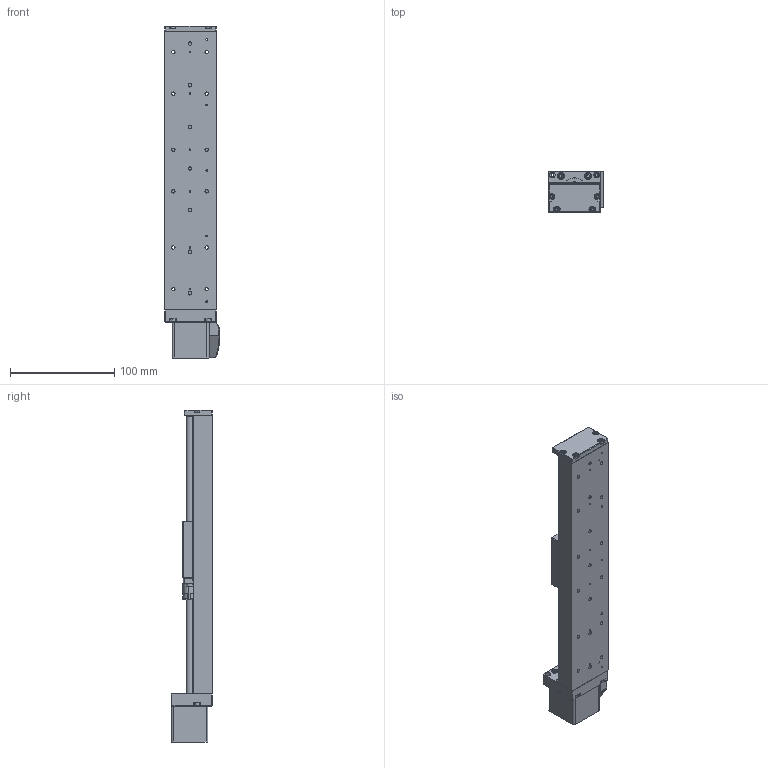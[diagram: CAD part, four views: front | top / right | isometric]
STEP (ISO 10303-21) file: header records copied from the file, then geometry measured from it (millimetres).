
FILE_DESCRIPTION (( 'STEP AP214' ), '1' );
FILE_NAME ('VT-50-13016.STEP', '2023-02-21T22:42:50', ( '' ), ( '' ), 'SwSTEP 2.0', 'SolidWorks 2020', '' );
FILE_SCHEMA (( 'AUTOMOTIVE_DESIGN' ));
Length unit declared in the file: millimetre
Products named in the file (23): 430253-A Motor Plate S14; 130365 SEBS-12WBY Rail_130091-106_VT-50_200mm; 110092 Motor S14-Ex; Screw, SHCS-S, M-DIN._M2.5 x 0.45 x 06mm; Screw, SHCS-S, M-DIN._M2.5 x 0.45 x 12mm; Screw, SHCS-S, M-DIN._M2 x 0.4 x 04mm; Screw, SHCS-S, M-DIN._M4 x 0.7 x 08mm; VT-50-13016; Screw, SHCS-S, M-DIN._M3 x 0.5 x 12mm; 430252-C Connector Box S14; 430259 Body 200mm S14; 130093-101 Bearing, Roller, 3x7x3mm; 130177 Leadscrew Nut, Haydon Size 14, Anti-Backlash, Atmospheric_Modified for PN430662; 430251-A End Plate S14; Screw, SHCS-S, E-NR_E1-72 x 1''8in; 430250 Carriage 55mm S14; 110092 Leadscrew, External, Size 14 Motor, 1-4 inch dia_110092-106_200mm; Screw, SHCS-S, M-DIN._M3 x 0.5 x 10mm; 431534 Leadscrew Nut Adapter, VT-50, Notched, S14 Haydon Motor; Screw, SHCS-S, M-DIN._M3 x 0.5 x 08mm; 130365 Bearing, Truck & Rail, SEBS-12WBY, Degreased; 110092 Motor, Haydon, S14-Ex & Leadscrew_110092-106_VT-50_200mm; Dowel Pin, M-DIN_M01.5 x 005
Assembly tree (55 placements, depth 3):
  VT-50-13016
    Dowel Pin, M-DIN_M01.5 x 005  x7
    Screw, SHCS-S, E-NR_E1-72 x 1''8in  x4
    Screw, SHCS-S, M-DIN._M2.5 x 0.45 x 06mm  x4
    Screw, SHCS-S, M-DIN._M2.5 x 0.45 x 12mm  x6
    130093-101 Bearing, Roller, 3x7x3mm
    Screw, SHCS-S, M-DIN._M3 x 0.5 x 10mm  x4
    Screw, SHCS-S, M-DIN._M3 x 0.5 x 08mm  x2
    Screw, SHCS-S, M-DIN._M3 x 0.5 x 12mm  x4
    430250 Carriage 55mm S14
    430251-A End Plate S14
    430252-C Connector Box S14
    430253-A Motor Plate S14
    130365 SEBS-12WBY Rail_130091-106_VT-50_200mm
    110092 Motor, Haydon, S14-Ex & Leadscrew_110092-106_VT-50_200mm
      110092 Motor S14-Ex
      110092 Leadscrew, External, Size 14 Motor, 1-4 inch dia_110092-106_200mm
    430259 Body 200mm S14
    Screw, SHCS-S, M-DIN._M4 x 0.7 x 08mm  x7
    Screw, SHCS-S, M-DIN._M2 x 0.4 x 04mm  x4
    130177 Leadscrew Nut, Haydon Size 14, Anti-Backlash, Atmospheric_Modified for PN430662
    130365 Bearing, Truck & Rail, SEBS-12WBY, Degreased
    431534 Leadscrew Nut Adapter, VT-50, Notched, S14 Haydon Motor
Bounding box: 52.85 x 39.85 x 319.2 mm (x, y, z)
Volume: 268126.5 mm3; surface area: 120020.8 mm2
Topology: 54 solids, 54 shells, 2126 faces, 4753 edges, 2805 vertices
Faces by surface type: plane 876, cylinder 634, cone 328, torus 288
Entity records: 43245 total; most frequent: DIRECTION 7618, CARTESIAN_POINT 7259, ORIENTED_EDGE 6730, EDGE_CURVE 3365, AXIS2_PLACEMENT_3D 2828, VERTEX_POINT 2109, LINE 1962, VECTOR 1962
